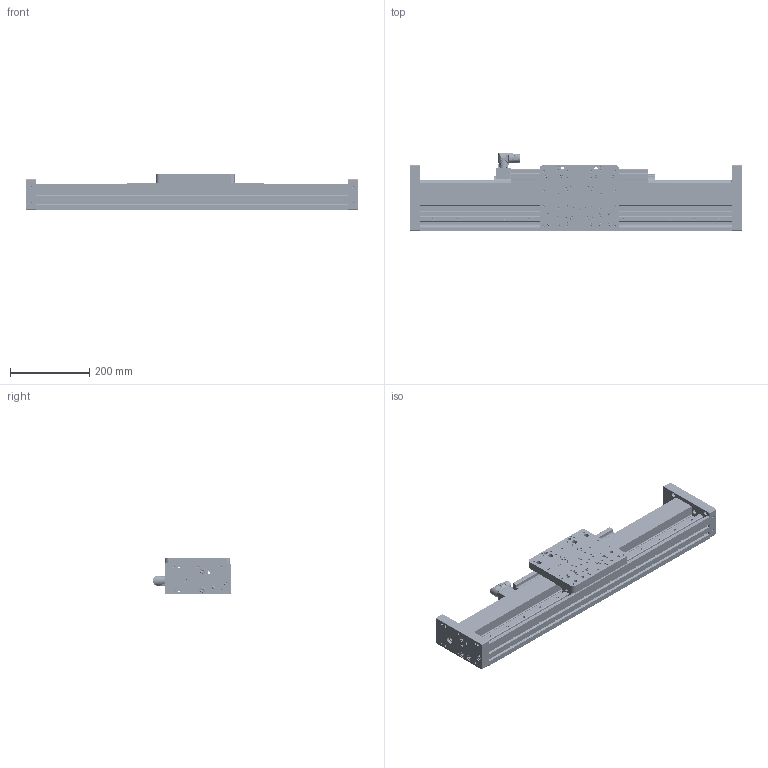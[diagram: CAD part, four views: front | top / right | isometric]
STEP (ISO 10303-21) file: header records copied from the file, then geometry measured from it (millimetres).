
FILE_DESCRIPTION (( 'STEP AP214' ), '1' );
FILE_NAME ('0186-1729_250516_FM01-48-840_380_1CF48x360-HP-BE02-MD01-C.STEP', '2025-05-16T09:56:10', ( '' ), ( '' ), 'SwSTEP 2.0', 'SolidWorks 2024', '' );
FILE_SCHEMA (( 'AUTOMOTIVE_DESIGN' ));
Length unit declared in the file: millimetre
Products named in the file (32): 147522_1; 0180-0769_F01-48-APF-M; PS01-48x360F-HP-C; 0230-0237_zyl.-schr._i-6kt_M6x20_8.8_v-b1; 0180-3432_FM01k-48-AH-F; Carriage_kit^0186-1831_CF48x360-HP-BE02-MD01-C; 0160-2578_FS01k-48x790_FS01k-48x790; 0230-0127_Linearkugellager_LBBR 10-LS; 0150-5490_PF03-48x346_PF03-PS01-48x346-reigt; 0180-3474_FM01k-48-AV-F; 0186-0973_191121_PS01-48x360F-HP-C; 0230-0231_Zyl.-Stift_5x20_STAHL-GH; 0230-0306_Zyl.-Stift_10x70_STAHL-GH; 0230-0039_Zyl.-Schr._I-6kt_M10x35_8.8_v-b; 0230-0038_Zyl.-Schr._I-6kt_M8x35_8.8_v-b; 0180-0728_PF03k-48_PF03-48x346; 0150-3081_MC01-Cw!m_KOPF; 0150-5265_LLTHC 15 U-T2 P5; 0230-0235_Zyl.-schr._i-6kt_M4x8_12.9_schwarz; 0160-4611_LR01-15x788; 0186-1831_CF48x360-HP-BE02-MD01-C; 0230-0221_Zyl.-Schr_I-6kt_n-K_M6x16_8.8_v-b; 0230-0068_Gew.-Stift_I-6kt_Zpf_M3x4_INOX; 0180-0764_F01k-48x...APF; 0186-1679_FM01-48-840_FM01-48x540; 0150-2189_Hammermutter N8!M4; 0186-1729_250516_FM01-48-840_380_1CF48x360-HP-BE02-MD01-C; 0160-0794_Kugelscheibe_M10x20.5x4_Stahl_Schwartz; 0230-0307_DF_1.1 x Dm13,6x20.40_47-5-1-Durovis; 0230-0041_zyl.-schr._i-6kt_M4x16_8.8_v-b; 0186-1541_PL01-28x800!750-HP-SF_PL01-28x800!750-HP-SF; 0230-0175_Pass.-Scheibe_ 10x16x1
Assembly tree (86 placements, depth 6):
  0186-1729_250516_FM01-48-840_380_1CF48x360-HP-BE02-MD01-C
    0186-1679_FM01-48-840_FM01-48x540
      0160-2578_FS01k-48x790_FS01k-48x790
      0160-4611_LR01-15x788
      0150-2189_Hammermutter N8!M4  x13
      0230-0041_zyl.-schr._i-6kt_M4x16_8.8_v-b  x13
      0180-3432_FM01k-48-AH-F
      0230-0038_Zyl.-Schr._I-6kt_M8x35_8.8_v-b  x8
      0186-1541_PL01-28x800!750-HP-SF_PL01-28x800!750-HP-SF
      0180-3474_FM01k-48-AV-F
      0160-0794_Kugelscheibe_M10x20.5x4_Stahl_Schwartz  x2
      0230-0039_Zyl.-Schr._I-6kt_M10x35_8.8_v-b
      0230-0231_Zyl.-Stift_5x20_STAHL-GH  x4
    0186-1831_CF48x360-HP-BE02-MD01-C
      Carriage_kit^0186-1831_CF48x360-HP-BE02-MD01-C
        0180-0764_F01k-48x...APF
        0150-5265_LLTHC 15 U-T2 P5  x2
        0230-0235_Zyl.-schr._i-6kt_M4x8_12.9_schwarz  x8
        0180-0769_F01-48-APF-M  x2
        0230-0127_Linearkugellager_LBBR 10-LS  x2
        0230-0306_Zyl.-Stift_10x70_STAHL-GH  x2
        0230-0068_Gew.-Stift_I-6kt_Zpf_M3x4_INOX  x2
        0230-0221_Zyl.-Schr_I-6kt_n-K_M6x16_8.8_v-b  x4
        0230-0307_DF_1.1 x Dm13,6x20.40_47-5-1-Durovis  x2
        0230-0175_Pass.-Scheibe_ 10x16x1  x2
        0150-5490_PF03-48x346_PF03-PS01-48x346-reigt
          0180-0728_PF03k-48_PF03-48x346
          0230-0237_zyl.-schr._i-6kt_M6x20_8.8_v-b1  x4
        PS01-48x360F-HP-C
          0186-0973_191121_PS01-48x360F-HP-C
          0150-3081_MC01-Cw!m_KOPF
            147522_1
Bounding box: 840 x 197.12 x 91.15 mm (x, y, z)
Volume: 5141173.5 mm3; surface area: 1463170.5 mm2
Topology: 93 solids, 116 shells, 7948 faces, 20163 edges, 12653 vertices
Faces by surface type: plane 2988, cylinder 2219, cone 1446, bspline 1113, torus 178, sphere 4
Full cylindrical faces by diameter (mm): 1 x20, 1.2 x10, 1.5 x10, 1.8 x10, 2 x18, 2.05 x4, 2.5 x12, 2.6 x8, 2.7 x6, 2.8 x11, 2.9 x8, 3 x13, 3.2 x2, 3.3 x17, 4 x345, 4.5 x33, 5 x97, 5.5 x4, 6 x128, 6.4 x20, 6.79 x4, 6.8 x8, 7 x21, 7.5 x13, 8 x192, 8.4 x10, 8.5 x2, 9 x6, 10 x45, 10.5 x14
Entity records: 231658 total; most frequent: CARTESIAN_POINT 91002, ORIENTED_EDGE 24966, DIRECTION 18962, EDGE_CURVE 12483, VERTEX_POINT 8574, EDGE_LOOP 6501, VECTOR 6436, LINE 6436
